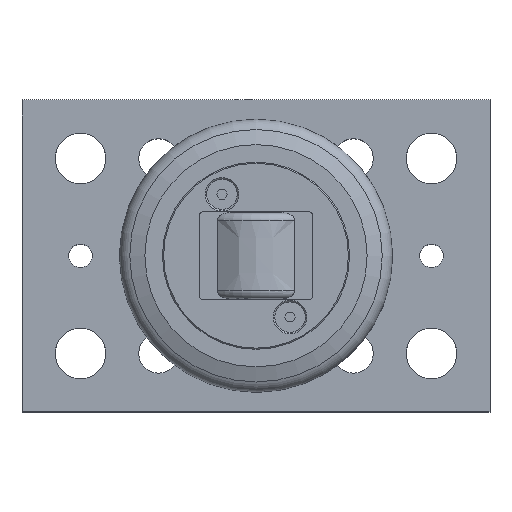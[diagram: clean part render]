
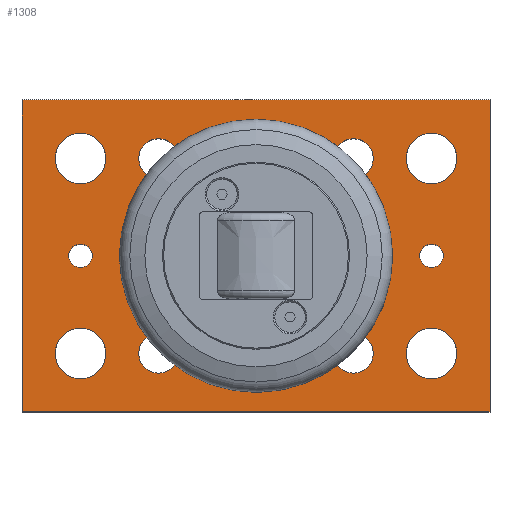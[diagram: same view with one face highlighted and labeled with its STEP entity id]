
A CAD part, top view. The second image highlights one B-rep face of the part: STEP entity #1308.
In plain terms, the highlighted planar face has unit normal (0, 0, 1).
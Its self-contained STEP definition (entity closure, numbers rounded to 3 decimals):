
#63=FACE_BOUND('',#294,.T.);
#64=FACE_BOUND('',#295,.T.);
#65=FACE_BOUND('',#296,.T.);
#66=FACE_BOUND('',#297,.T.);
#67=FACE_BOUND('',#298,.T.);
#68=FACE_BOUND('',#299,.T.);
#69=FACE_BOUND('',#300,.T.);
#70=FACE_BOUND('',#301,.T.);
#71=FACE_BOUND('',#302,.T.);
#72=FACE_BOUND('',#303,.T.);
#73=FACE_BOUND('',#304,.T.);
#127=CIRCLE('',#1439,23.5);
#128=CIRCLE('',#1440,5.053);
#129=CIRCLE('',#1441,5.053);
#130=CIRCLE('',#1442,5.053);
#131=CIRCLE('',#1443,5.053);
#132=CIRCLE('',#1444,5.053);
#133=CIRCLE('',#1445,5.053);
#134=CIRCLE('',#1446,5.053);
#135=CIRCLE('',#1447,5.053);
#136=CIRCLE('',#1448,6.5);
#137=CIRCLE('',#1449,6.5);
#138=CIRCLE('',#1450,6.5);
#139=CIRCLE('',#1451,6.5);
#140=CIRCLE('',#1452,3.);
#141=CIRCLE('',#1453,3.);
#215=FACE_OUTER_BOUND('',#293,.T.);
#293=EDGE_LOOP('',(#1079,#1080,#1081,#1082));
#294=EDGE_LOOP('',(#1083));
#295=EDGE_LOOP('',(#1084,#1085));
#296=EDGE_LOOP('',(#1086,#1087));
#297=EDGE_LOOP('',(#1088,#1089));
#298=EDGE_LOOP('',(#1090,#1091));
#299=EDGE_LOOP('',(#1092));
#300=EDGE_LOOP('',(#1093));
#301=EDGE_LOOP('',(#1094));
#302=EDGE_LOOP('',(#1095));
#303=EDGE_LOOP('',(#1096));
#304=EDGE_LOOP('',(#1097));
#414=LINE('',#2211,#511);
#415=LINE('',#2213,#512);
#416=LINE('',#2215,#513);
#417=LINE('',#2216,#514);
#511=VECTOR('',#1748,10.);
#512=VECTOR('',#1749,10.);
#513=VECTOR('',#1750,10.);
#514=VECTOR('',#1751,10.);
#618=VERTEX_POINT('',#2209);
#619=VERTEX_POINT('',#2210);
#620=VERTEX_POINT('',#2212);
#621=VERTEX_POINT('',#2214);
#622=VERTEX_POINT('',#2217);
#623=VERTEX_POINT('',#2219);
#624=VERTEX_POINT('',#2220);
#625=VERTEX_POINT('',#2223);
#626=VERTEX_POINT('',#2224);
#627=VERTEX_POINT('',#2227);
#628=VERTEX_POINT('',#2228);
#629=VERTEX_POINT('',#2231);
#630=VERTEX_POINT('',#2232);
#631=VERTEX_POINT('',#2235);
#632=VERTEX_POINT('',#2237);
#633=VERTEX_POINT('',#2239);
#634=VERTEX_POINT('',#2241);
#635=VERTEX_POINT('',#2243);
#636=VERTEX_POINT('',#2245);
#783=EDGE_CURVE('',#618,#619,#414,.T.);
#784=EDGE_CURVE('',#620,#618,#415,.T.);
#785=EDGE_CURVE('',#621,#620,#416,.T.);
#786=EDGE_CURVE('',#619,#621,#417,.T.);
#787=EDGE_CURVE('',#622,#622,#127,.T.);
#788=EDGE_CURVE('',#623,#624,#128,.T.);
#789=EDGE_CURVE('',#624,#623,#129,.T.);
#790=EDGE_CURVE('',#625,#626,#130,.T.);
#791=EDGE_CURVE('',#626,#625,#131,.T.);
#792=EDGE_CURVE('',#627,#628,#132,.T.);
#793=EDGE_CURVE('',#628,#627,#133,.T.);
#794=EDGE_CURVE('',#629,#630,#134,.T.);
#795=EDGE_CURVE('',#630,#629,#135,.T.);
#796=EDGE_CURVE('',#631,#631,#136,.T.);
#797=EDGE_CURVE('',#632,#632,#137,.T.);
#798=EDGE_CURVE('',#633,#633,#138,.T.);
#799=EDGE_CURVE('',#634,#634,#139,.T.);
#800=EDGE_CURVE('',#635,#635,#140,.T.);
#801=EDGE_CURVE('',#636,#636,#141,.T.);
#1079=ORIENTED_EDGE('',*,*,#783,.F.);
#1080=ORIENTED_EDGE('',*,*,#784,.F.);
#1081=ORIENTED_EDGE('',*,*,#785,.F.);
#1082=ORIENTED_EDGE('',*,*,#786,.F.);
#1083=ORIENTED_EDGE('',*,*,#787,.T.);
#1084=ORIENTED_EDGE('',*,*,#788,.T.);
#1085=ORIENTED_EDGE('',*,*,#789,.T.);
#1086=ORIENTED_EDGE('',*,*,#790,.T.);
#1087=ORIENTED_EDGE('',*,*,#791,.T.);
#1088=ORIENTED_EDGE('',*,*,#792,.T.);
#1089=ORIENTED_EDGE('',*,*,#793,.T.);
#1090=ORIENTED_EDGE('',*,*,#794,.T.);
#1091=ORIENTED_EDGE('',*,*,#795,.T.);
#1092=ORIENTED_EDGE('',*,*,#796,.T.);
#1093=ORIENTED_EDGE('',*,*,#797,.T.);
#1094=ORIENTED_EDGE('',*,*,#798,.T.);
#1095=ORIENTED_EDGE('',*,*,#799,.T.);
#1096=ORIENTED_EDGE('',*,*,#800,.T.);
#1097=ORIENTED_EDGE('',*,*,#801,.T.);
#1255=PLANE('',#1438);
#1308=ADVANCED_FACE('',(#215,#63,#64,#65,#66,#67,#68,#69,#70,#71,#72,#73),
#1255,.T.);
#1438=AXIS2_PLACEMENT_3D('',#2208,#1746,#1747);
#1439=AXIS2_PLACEMENT_3D('',#2218,#1752,#1753);
#1440=AXIS2_PLACEMENT_3D('',#2221,#1754,#1755);
#1441=AXIS2_PLACEMENT_3D('',#2222,#1756,#1757);
#1442=AXIS2_PLACEMENT_3D('',#2225,#1758,#1759);
#1443=AXIS2_PLACEMENT_3D('',#2226,#1760,#1761);
#1444=AXIS2_PLACEMENT_3D('',#2229,#1762,#1763);
#1445=AXIS2_PLACEMENT_3D('',#2230,#1764,#1765);
#1446=AXIS2_PLACEMENT_3D('',#2233,#1766,#1767);
#1447=AXIS2_PLACEMENT_3D('',#2234,#1768,#1769);
#1448=AXIS2_PLACEMENT_3D('',#2236,#1770,#1771);
#1449=AXIS2_PLACEMENT_3D('',#2238,#1772,#1773);
#1450=AXIS2_PLACEMENT_3D('',#2240,#1774,#1775);
#1451=AXIS2_PLACEMENT_3D('',#2242,#1776,#1777);
#1452=AXIS2_PLACEMENT_3D('',#2244,#1778,#1779);
#1453=AXIS2_PLACEMENT_3D('',#2246,#1780,#1781);
#1746=DIRECTION('center_axis',(0.,0.,1.));
#1747=DIRECTION('ref_axis',(1.,0.,0.));
#1748=DIRECTION('',(0.,1.,0.));
#1749=DIRECTION('',(-1.,0.,0.));
#1750=DIRECTION('',(0.,-1.,0.));
#1751=DIRECTION('',(1.,0.,0.));
#1752=DIRECTION('center_axis',(0.,0.,-1.));
#1753=DIRECTION('ref_axis',(0.,-1.,0.));
#1754=DIRECTION('center_axis',(0.,0.,-1.));
#1755=DIRECTION('ref_axis',(1.,0.,0.));
#1756=DIRECTION('center_axis',(0.,0.,-1.));
#1757=DIRECTION('ref_axis',(1.,0.,0.));
#1758=DIRECTION('center_axis',(0.,0.,-1.));
#1759=DIRECTION('ref_axis',(1.,0.,0.));
#1760=DIRECTION('center_axis',(0.,0.,-1.));
#1761=DIRECTION('ref_axis',(1.,0.,0.));
#1762=DIRECTION('center_axis',(0.,0.,-1.));
#1763=DIRECTION('ref_axis',(1.,0.,0.));
#1764=DIRECTION('center_axis',(0.,0.,-1.));
#1765=DIRECTION('ref_axis',(1.,0.,0.));
#1766=DIRECTION('center_axis',(0.,0.,-1.));
#1767=DIRECTION('ref_axis',(1.,0.,0.));
#1768=DIRECTION('center_axis',(0.,0.,-1.));
#1769=DIRECTION('ref_axis',(1.,0.,0.));
#1770=DIRECTION('center_axis',(0.,0.,-1.));
#1771=DIRECTION('ref_axis',(-1.,0.,0.));
#1772=DIRECTION('center_axis',(0.,0.,-1.));
#1773=DIRECTION('ref_axis',(-1.,0.,0.));
#1774=DIRECTION('center_axis',(0.,0.,-1.));
#1775=DIRECTION('ref_axis',(-1.,0.,0.));
#1776=DIRECTION('center_axis',(0.,0.,-1.));
#1777=DIRECTION('ref_axis',(-1.,0.,0.));
#1778=DIRECTION('center_axis',(0.,0.,-1.));
#1779=DIRECTION('ref_axis',(-1.,0.,0.));
#1780=DIRECTION('center_axis',(0.,0.,-1.));
#1781=DIRECTION('ref_axis',(-1.,0.,0.));
#2208=CARTESIAN_POINT('Origin',(60.,40.,15.));
#2209=CARTESIAN_POINT('',(0.,0.,15.));
#2210=CARTESIAN_POINT('',(0.,80.,15.));
#2211=CARTESIAN_POINT('',(0.,80.,15.));
#2212=CARTESIAN_POINT('',(120.,0.,15.));
#2213=CARTESIAN_POINT('',(0.,0.,15.));
#2214=CARTESIAN_POINT('',(120.,80.,15.));
#2215=CARTESIAN_POINT('',(120.,0.,15.));
#2216=CARTESIAN_POINT('',(120.,80.,15.));
#2217=CARTESIAN_POINT('',(60.,63.5,15.));
#2218=CARTESIAN_POINT('Origin',(60.,40.,15.));
#2219=CARTESIAN_POINT('',(40.053,15.,15.));
#2220=CARTESIAN_POINT('',(29.947,15.,15.));
#2221=CARTESIAN_POINT('Origin',(35.,15.,15.));
#2222=CARTESIAN_POINT('Origin',(35.,15.,15.));
#2223=CARTESIAN_POINT('',(90.053,15.,15.));
#2224=CARTESIAN_POINT('',(79.947,15.,15.));
#2225=CARTESIAN_POINT('Origin',(85.,15.,15.));
#2226=CARTESIAN_POINT('Origin',(85.,15.,15.));
#2227=CARTESIAN_POINT('',(90.053,65.,15.));
#2228=CARTESIAN_POINT('',(79.947,65.,15.));
#2229=CARTESIAN_POINT('Origin',(85.,65.,15.));
#2230=CARTESIAN_POINT('Origin',(85.,65.,15.));
#2231=CARTESIAN_POINT('',(40.053,65.,15.));
#2232=CARTESIAN_POINT('',(29.947,65.,15.));
#2233=CARTESIAN_POINT('Origin',(35.,65.,15.));
#2234=CARTESIAN_POINT('Origin',(35.,65.,15.));
#2235=CARTESIAN_POINT('',(111.5,65.,15.));
#2236=CARTESIAN_POINT('Origin',(105.,65.,15.));
#2237=CARTESIAN_POINT('',(21.5,15.,15.));
#2238=CARTESIAN_POINT('Origin',(15.,15.,15.));
#2239=CARTESIAN_POINT('',(21.5,65.,15.));
#2240=CARTESIAN_POINT('Origin',(15.,65.,15.));
#2241=CARTESIAN_POINT('',(111.5,15.,15.));
#2242=CARTESIAN_POINT('Origin',(105.,15.,15.));
#2243=CARTESIAN_POINT('',(108.,40.,15.));
#2244=CARTESIAN_POINT('Origin',(105.,40.,15.));
#2245=CARTESIAN_POINT('',(18.,40.,15.));
#2246=CARTESIAN_POINT('Origin',(15.,40.,15.));
